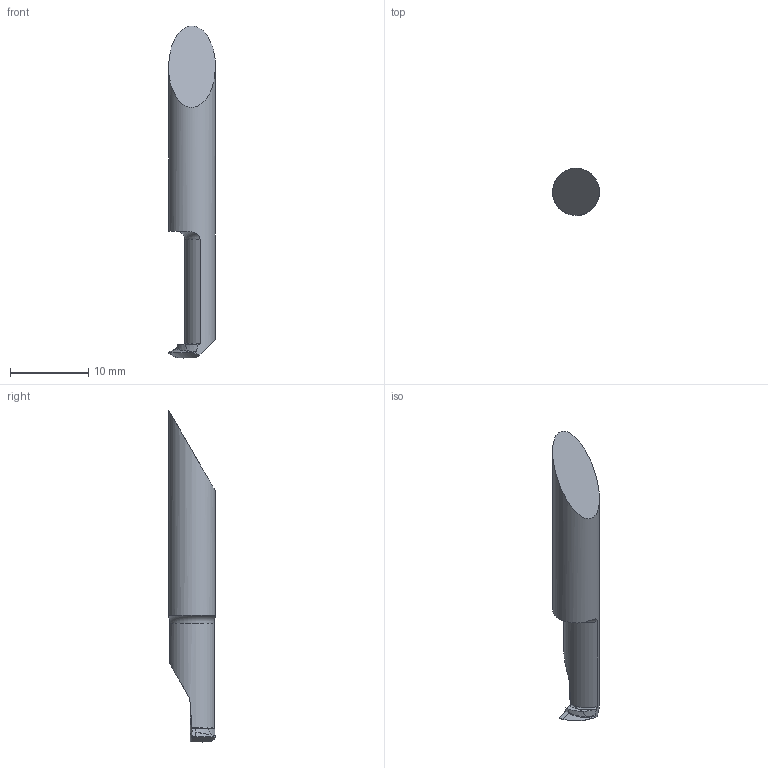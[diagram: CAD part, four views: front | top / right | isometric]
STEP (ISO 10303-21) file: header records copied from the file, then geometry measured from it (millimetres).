
FILE_DESCRIPTION(/* description */ (''),/* implementation_level */ '2;1');
FILE_NAME(/* name */ '1601527752084.stp',/* time_stamp */ '2020-10-01T10:19:18+06:00',/* author */ (''),/* organization */ ('SMS'),/* preprocessor_version */ 'ST-DEVELOPER v16.7',/* originating_system */ 'SIEMENS PLM Software NX 12.0',/* authorisation */ '');
FILE_SCHEMA (('AUTOMOTIVE_DESIGN { 1 0 10303 214 3 1 1 1 }'));
Length unit declared in the file: millimetre
Products named in the file (1): 203174048mod000_00
Bounding box: 6 x 6 x 42.45 mm (x, y, z)
Volume: 806.3 mm3; surface area: 701.5 mm2
Topology: 2 solids, 2 shells, 31 faces, 84 edges, 60 vertices
Faces by surface type: plane 12, bspline 9, cylinder 5, torus 4, cone 1
Full cylindrical faces by diameter (mm): 6 x1
Entity records: 1623 total; most frequent: CARTESIAN_POINT 887, ORIENTED_EDGE 164, DIRECTION 101, EDGE_CURVE 82, VERTEX_POINT 56, B_SPLINE_CURVE_WITH_KNOTS 38, AXIS2_PLACEMENT_3D 38, EDGE_LOOP 32
